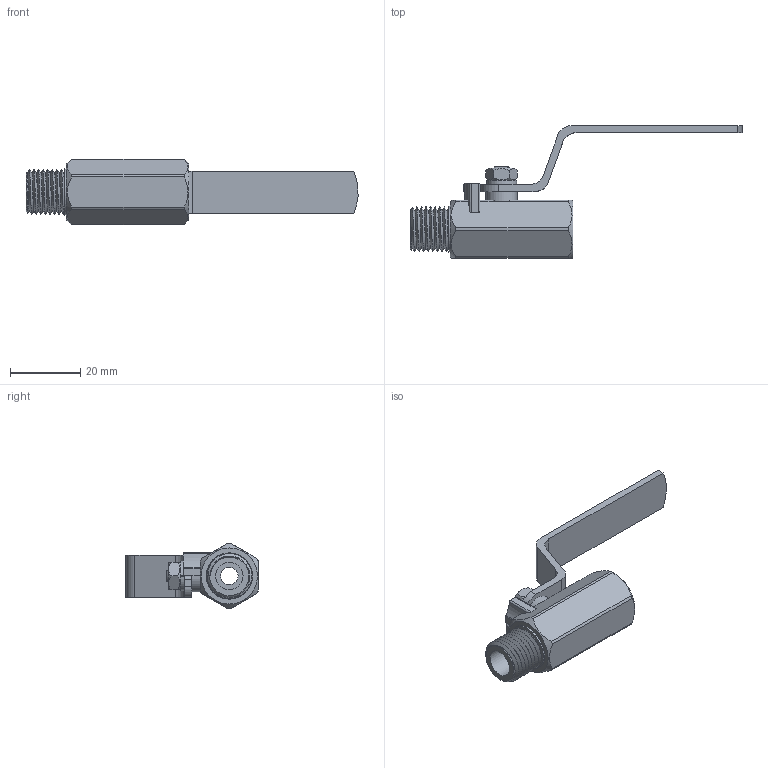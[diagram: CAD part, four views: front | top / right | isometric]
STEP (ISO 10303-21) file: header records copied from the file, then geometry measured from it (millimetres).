
FILE_DESCRIPTION(/* description */ ('Unknown'),/* implementation_level */ '2;1');
FILE_NAME(/* name */ 'V-1HV DN8',/* time_stamp */ '2022-06-23T10:18:42+08:00',/* author */ ('Unknown'),/* organization */ ('Unknown'),/* preprocessor_version */ 'ST-DEVELOPER v16.7',/* originating_system */ 'DEX',/* authorisation */ $);
FILE_SCHEMA (('AUTOMOTIVE_DESIGN {1 0 10303 214 3 1 1}'));
Length unit declared in the file: millimetre
Products named in the file (2): V-1HV DN8; V-1HV DN8 REV_0
Assembly tree (1 placements, depth 2):
  V-1HV DN8
    V-1HV DN8 REV_0
Bounding box: 94.55 x 37.75 x 18.6 mm (x, y, z)
Volume: 9604.4 mm3; surface area: 8135.3 mm2
Topology: 1 solids, 1 shells, 193 faces, 669 edges, 469 vertices
Faces by surface type: plane 70, cylinder 57, bspline 45, cone 21
Full cylindrical faces by diameter (mm): 5 x2, 5.1 x1, 5.3 x1, 7.8 x1, 9 x1, 10 x1, 10.8 x1, 13.2 x1
Entity records: 19083 total; most frequent: CARTESIAN_POINT 14021, ORIENTED_EDGE 1294, DIRECTION 702, EDGE_CURVE 647, VERTEX_POINT 460, B_SPLINE_CURVE_WITH_KNOTS 360, AXIS2_PLACEMENT_3D 266, EDGE_LOOP 221
